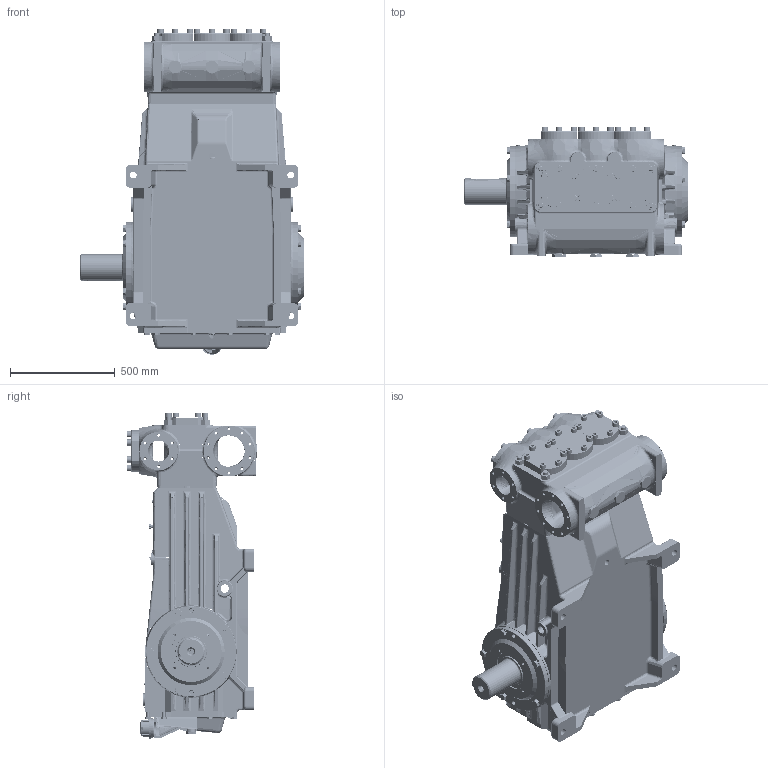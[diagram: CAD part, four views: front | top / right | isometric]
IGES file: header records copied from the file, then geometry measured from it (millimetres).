
Start section: SolidWorks IGES file using analytic representation for surfaces
Global section: file name: PP14924.IGS; native system: SolidWorks 2016; preprocessor: SolidWorks 2016; author: DMM; date: 160428.132036; units: inch
Bounding box: 1070 x 618 x 1550.65 mm (x, y, z)
Surface area: 8592852.9 mm2 (no closed solid volume)
Topology: 0 solids, 0 shells, 2905 faces, 74087 edges, 74046 vertices
Faces by surface type: bspline 1620, revolution 1285
